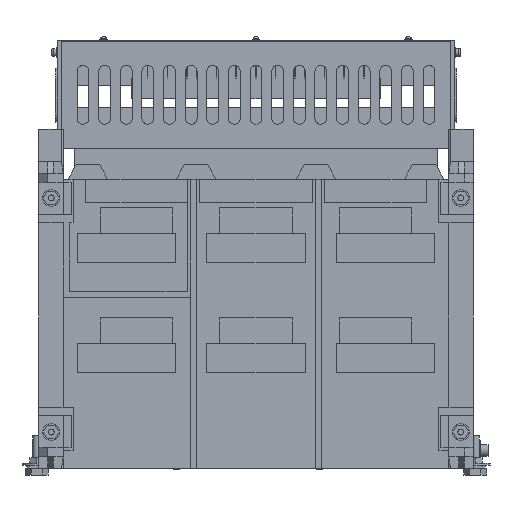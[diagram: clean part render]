
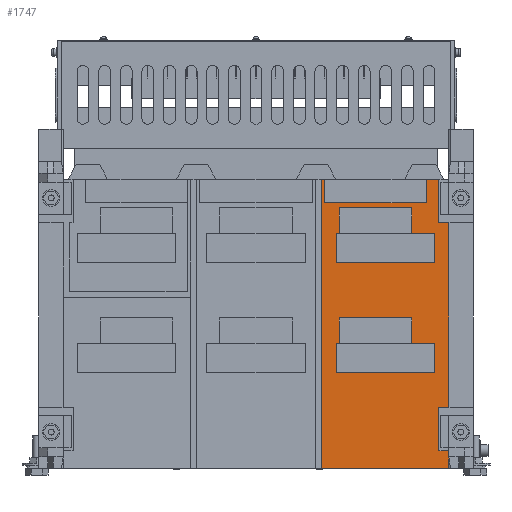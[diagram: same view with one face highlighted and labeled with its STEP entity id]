
A CAD part, front view. The second image highlights one B-rep face of the part: STEP entity #1747.
In plain terms, the highlighted planar face has unit normal (0, -1, 0).
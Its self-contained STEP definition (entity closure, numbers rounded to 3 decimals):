
#1747=ADVANCED_FACE('',(#22832,#22834,#22836),#22838,.T.);
#22832=FACE_BOUND('',#22833,.T.);
#22833=EDGE_LOOP('',(#40316,#40317,#40318,#40319,#40320,#40321,#40322,#40323,#40324,
#40325,#40326,#40327,#40328,#40329));
#22834=FACE_BOUND('',#22835,.T.);
#22835=EDGE_LOOP('',(#40330,#40331,#40332,#40333,#40334,#40335,#40336,#40337));
#22836=FACE_BOUND('',#22837,.T.);
#22837=EDGE_LOOP('',(#40338,#40339,#40340,#40341,#40342,#40343,#40344,#40345));
#22838=PLANE('',#22839);
#22839=AXIS2_PLACEMENT_3D('',#22840,#22841,#22842);
#22840=CARTESIAN_POINT('',(0.,-190.,0.));
#22841=DIRECTION('',(0.,-1.,0.));
#22842=DIRECTION('',(1.,0.,0.));
#40316=ORIENTED_EDGE('',*,*,#51637,.F.);
#40317=ORIENTED_EDGE('',*,*,#51638,.T.);
#40318=ORIENTED_EDGE('',*,*,#51639,.T.);
#40319=ORIENTED_EDGE('',*,*,#51640,.T.);
#40320=ORIENTED_EDGE('',*,*,#51641,.T.);
#40321=ORIENTED_EDGE('',*,*,#51642,.T.);
#40322=ORIENTED_EDGE('',*,*,#51643,.T.);
#40323=ORIENTED_EDGE('',*,*,#51233,.T.);
#40324=ORIENTED_EDGE('',*,*,#51625,.T.);
#40325=ORIENTED_EDGE('',*,*,#51644,.F.);
#40326=ORIENTED_EDGE('',*,*,#51645,.F.);
#40327=ORIENTED_EDGE('',*,*,#51646,.F.);
#40328=ORIENTED_EDGE('',*,*,#51634,.T.);
#40329=ORIENTED_EDGE('',*,*,#51647,.F.);
#40330=ORIENTED_EDGE('',*,*,#51648,.F.);
#40331=ORIENTED_EDGE('',*,*,#51649,.F.);
#40332=ORIENTED_EDGE('',*,*,#51650,.F.);
#40333=ORIENTED_EDGE('',*,*,#51651,.F.);
#40334=ORIENTED_EDGE('',*,*,#51652,.F.);
#40335=ORIENTED_EDGE('',*,*,#51653,.F.);
#40336=ORIENTED_EDGE('',*,*,#51654,.F.);
#40337=ORIENTED_EDGE('',*,*,#51655,.F.);
#40338=ORIENTED_EDGE('',*,*,#51656,.F.);
#40339=ORIENTED_EDGE('',*,*,#51657,.F.);
#40340=ORIENTED_EDGE('',*,*,#51658,.F.);
#40341=ORIENTED_EDGE('',*,*,#51659,.F.);
#40342=ORIENTED_EDGE('',*,*,#51660,.F.);
#40343=ORIENTED_EDGE('',*,*,#51661,.F.);
#40344=ORIENTED_EDGE('',*,*,#51662,.F.);
#40345=ORIENTED_EDGE('',*,*,#51663,.F.);
#51233=EDGE_CURVE('',#57230,#57228,#57231,.T.);
#51625=EDGE_CURVE('',#57228,#57936,#57938,.T.);
#51634=EDGE_CURVE('',#57955,#57953,#57956,.T.);
#51637=EDGE_CURVE('',#57960,#57961,#57962,.F.);
#51638=EDGE_CURVE('',#57960,#57963,#57964,.T.);
#51639=EDGE_CURVE('',#57963,#57965,#57966,.F.);
#51640=EDGE_CURVE('',#57965,#57967,#57968,.T.);
#51641=EDGE_CURVE('',#57967,#57969,#57970,.F.);
#51642=EDGE_CURVE('',#57969,#57971,#57972,.T.);
#51643=EDGE_CURVE('',#57971,#57230,#57973,.F.);
#51644=EDGE_CURVE('',#57974,#57936,#57975,.T.);
#51645=EDGE_CURVE('',#57976,#57974,#57977,.T.);
#51646=EDGE_CURVE('',#57955,#57976,#57978,.T.);
#51647=EDGE_CURVE('',#57961,#57953,#57979,.F.);
#51648=EDGE_CURVE('',#57980,#57981,#57982,.F.);
#51649=EDGE_CURVE('',#57983,#57980,#57984,.F.);
#51650=EDGE_CURVE('',#57985,#57983,#57986,.T.);
#51651=EDGE_CURVE('',#57987,#57985,#57988,.F.);
#51652=EDGE_CURVE('',#57989,#57987,#57990,.F.);
#51653=EDGE_CURVE('',#57991,#57989,#57992,.F.);
#51654=EDGE_CURVE('',#57993,#57991,#57994,.T.);
#51655=EDGE_CURVE('',#57981,#57993,#57995,.F.);
#51656=EDGE_CURVE('',#57996,#57997,#57998,.F.);
#51657=EDGE_CURVE('',#57999,#57996,#58000,.F.);
#51658=EDGE_CURVE('',#58001,#57999,#58002,.T.);
#51659=EDGE_CURVE('',#58003,#58001,#58004,.F.);
#51660=EDGE_CURVE('',#58005,#58003,#58006,.F.);
#51661=EDGE_CURVE('',#58007,#58005,#58008,.F.);
#51662=EDGE_CURVE('',#58009,#58007,#58010,.T.);
#51663=EDGE_CURVE('',#57997,#58009,#58011,.F.);
#57228=VERTEX_POINT('',#67378);
#57230=VERTEX_POINT('',#67382);
#57231=LINE('',#67383,#67384);
#57936=VERTEX_POINT('',#68972);
#57938=LINE('',#68976,#68977);
#57953=VERTEX_POINT('',#69007);
#57955=VERTEX_POINT('',#69011);
#57956=LINE('',#69012,#69013);
#57960=VERTEX_POINT('',#69022);
#57961=VERTEX_POINT('',#69023);
#57962=LINE('',#69024,#69025);
#57963=VERTEX_POINT('',#69027);
#57964=LINE('',#69028,#69029);
#57965=VERTEX_POINT('',#69031);
#57966=LINE('',#69032,#69033);
#57967=VERTEX_POINT('',#69035);
#57968=LINE('',#69036,#69037);
#57969=VERTEX_POINT('',#69039);
#57970=LINE('',#69040,#69041);
#57971=VERTEX_POINT('',#69043);
#57972=LINE('',#69044,#69045);
#57973=LINE('',#69047,#69048);
#57974=VERTEX_POINT('',#69050);
#57975=LINE('',#69051,#69052);
#57976=VERTEX_POINT('',#69054);
#57977=LINE('',#69055,#69056);
#57978=LINE('',#69058,#69059);
#57979=LINE('',#69061,#69062);
#57980=VERTEX_POINT('',#69064);
#57981=VERTEX_POINT('',#69065);
#57982=LINE('',#69066,#69067);
#57983=VERTEX_POINT('',#69069);
#57984=LINE('',#69070,#69071);
#57985=VERTEX_POINT('',#69073);
#57986=LINE('',#69074,#69075);
#57987=VERTEX_POINT('',#69077);
#57988=LINE('',#69078,#69079);
#57989=VERTEX_POINT('',#69081);
#57990=LINE('',#69082,#69083);
#57991=VERTEX_POINT('',#69085);
#57992=LINE('',#69086,#69087);
#57993=VERTEX_POINT('',#69089);
#57994=LINE('',#69090,#69091);
#57995=LINE('',#69093,#69094);
#57996=VERTEX_POINT('',#69096);
#57997=VERTEX_POINT('',#69097);
#57998=LINE('',#69098,#69099);
#57999=VERTEX_POINT('',#69101);
#58000=LINE('',#69102,#69103);
#58001=VERTEX_POINT('',#69105);
#58002=LINE('',#69106,#69107);
#58003=VERTEX_POINT('',#69109);
#58004=LINE('',#69110,#69111);
#58005=VERTEX_POINT('',#69113);
#58006=LINE('',#69114,#69115);
#58007=VERTEX_POINT('',#69117);
#58008=LINE('',#69118,#69119);
#58009=VERTEX_POINT('',#69121);
#58010=LINE('',#69122,#69123);
#58011=LINE('',#69125,#69126);
#67378=CARTESIAN_POINT('',(196.,-190.,-217.5));
#67382=CARTESIAN_POINT('',(66.5,-190.,-217.5));
#67383=CARTESIAN_POINT('',(66.5,-190.,-217.5));
#67384=VECTOR('',#67385,1.);
#67385=DIRECTION('',(1.,0.,0.));
#68972=CARTESIAN_POINT('',(196.,-190.,-199.5));
#68976=CARTESIAN_POINT('',(196.,-190.,-217.5));
#68977=VECTOR('',#68978,1.);
#68978=DIRECTION('',(0.,0.,1.));
#69007=CARTESIAN_POINT('',(196.,-190.,32.5));
#69011=CARTESIAN_POINT('',(196.,-190.,-155.5));
#69012=CARTESIAN_POINT('',(196.,-190.,-155.5));
#69013=VECTOR('',#69014,1.);
#69014=DIRECTION('',(0.,0.,1.));
#69022=CARTESIAN_POINT('',(186.,-190.,76.5));
#69023=CARTESIAN_POINT('',(186.,-190.,32.5));
#69024=CARTESIAN_POINT('',(186.,-190.,32.5));
#69025=VECTOR('',#69026,1.);
#69026=DIRECTION('',(0.,0.,1.));
#69027=CARTESIAN_POINT('',(173.,-190.,76.5));
#69028=CARTESIAN_POINT('',(186.,-190.,76.5));
#69029=VECTOR('',#69030,1.);
#69030=DIRECTION('',(-1.,0.,0.));
#69031=CARTESIAN_POINT('',(173.,-190.,52.5));
#69032=CARTESIAN_POINT('',(173.,-190.,52.5));
#69033=VECTOR('',#69034,1.);
#69034=DIRECTION('',(0.,0.,1.));
#69035=CARTESIAN_POINT('',(70.,-190.,52.5));
#69036=CARTESIAN_POINT('',(173.,-190.,52.5));
#69037=VECTOR('',#69038,1.);
#69038=DIRECTION('',(-1.,0.,0.));
#69039=CARTESIAN_POINT('',(70.,-190.,76.5));
#69040=CARTESIAN_POINT('',(70.,-190.,76.5));
#69041=VECTOR('',#69042,1.);
#69042=DIRECTION('',(0.,0.,-1.));
#69043=CARTESIAN_POINT('',(66.5,-190.,76.5));
#69044=CARTESIAN_POINT('',(70.,-190.,76.5));
#69045=VECTOR('',#69046,1.);
#69046=DIRECTION('',(-1.,0.,0.));
#69047=CARTESIAN_POINT('',(66.5,-190.,-217.5));
#69048=VECTOR('',#69049,1.);
#69049=DIRECTION('',(0.,0.,1.));
#69050=CARTESIAN_POINT('',(186.,-190.,-199.5));
#69051=CARTESIAN_POINT('',(186.,-190.,-199.5));
#69052=VECTOR('',#69053,1.);
#69053=DIRECTION('',(1.,0.,0.));
#69054=CARTESIAN_POINT('',(186.,-190.,-155.5));
#69055=CARTESIAN_POINT('',(186.,-190.,-155.5));
#69056=VECTOR('',#69057,1.);
#69057=DIRECTION('',(0.,0.,-1.));
#69058=CARTESIAN_POINT('',(196.,-190.,-155.5));
#69059=VECTOR('',#69060,1.);
#69060=DIRECTION('',(-1.,0.,0.));
#69061=CARTESIAN_POINT('',(196.,-190.,32.5));
#69062=VECTOR('',#69063,1.);
#69063=DIRECTION('',(-1.,0.,0.));
#69064=CARTESIAN_POINT('',(158.5,-190.,47.5));
#69065=CARTESIAN_POINT('',(84.5,-190.,47.5));
#69066=CARTESIAN_POINT('',(84.5,-190.,47.5));
#69067=VECTOR('',#69068,1.);
#69068=DIRECTION('',(1.,0.,0.));
#69069=CARTESIAN_POINT('',(158.5,-190.,21.5));
#69070=CARTESIAN_POINT('',(158.5,-190.,47.5));
#69071=VECTOR('',#69072,1.);
#69072=DIRECTION('',(0.,0.,-1.));
#69073=CARTESIAN_POINT('',(161.5,-190.,21.5));
#69074=CARTESIAN_POINT('',(161.5,-190.,21.5));
#69075=VECTOR('',#69076,1.);
#69076=DIRECTION('',(-1.,0.,0.));
#69077=CARTESIAN_POINT('',(161.5,-190.,-8.5));
#69078=CARTESIAN_POINT('',(161.5,-190.,21.5));
#69079=VECTOR('',#69080,1.);
#69080=DIRECTION('',(0.,0.,-1.));
#69081=CARTESIAN_POINT('',(81.5,-190.,-8.5));
#69082=CARTESIAN_POINT('',(161.5,-190.,-8.5));
#69083=VECTOR('',#69084,1.);
#69084=DIRECTION('',(-1.,0.,0.));
#69085=CARTESIAN_POINT('',(81.5,-190.,21.5));
#69086=CARTESIAN_POINT('',(81.5,-190.,-8.5));
#69087=VECTOR('',#69088,1.);
#69088=DIRECTION('',(0.,0.,1.));
#69089=CARTESIAN_POINT('',(84.5,-190.,21.5));
#69090=CARTESIAN_POINT('',(84.5,-190.,21.5));
#69091=VECTOR('',#69092,1.);
#69092=DIRECTION('',(-1.,0.,0.));
#69093=CARTESIAN_POINT('',(84.5,-190.,21.5));
#69094=VECTOR('',#69095,1.);
#69095=DIRECTION('',(0.,0.,1.));
#69096=CARTESIAN_POINT('',(158.5,-190.,-64.5));
#69097=CARTESIAN_POINT('',(84.5,-190.,-64.5));
#69098=CARTESIAN_POINT('',(84.5,-190.,-64.5));
#69099=VECTOR('',#69100,1.);
#69100=DIRECTION('',(1.,0.,0.));
#69101=CARTESIAN_POINT('',(158.5,-190.,-90.5));
#69102=CARTESIAN_POINT('',(158.5,-190.,-64.5));
#69103=VECTOR('',#69104,1.);
#69104=DIRECTION('',(0.,0.,-1.));
#69105=CARTESIAN_POINT('',(161.5,-190.,-90.5));
#69106=CARTESIAN_POINT('',(161.5,-190.,-90.5));
#69107=VECTOR('',#69108,1.);
#69108=DIRECTION('',(-1.,0.,0.));
#69109=CARTESIAN_POINT('',(161.5,-190.,-120.5));
#69110=CARTESIAN_POINT('',(161.5,-190.,-90.5));
#69111=VECTOR('',#69112,1.);
#69112=DIRECTION('',(0.,0.,-1.));
#69113=CARTESIAN_POINT('',(81.5,-190.,-120.5));
#69114=CARTESIAN_POINT('',(161.5,-190.,-120.5));
#69115=VECTOR('',#69116,1.);
#69116=DIRECTION('',(-1.,0.,0.));
#69117=CARTESIAN_POINT('',(81.5,-190.,-90.5));
#69118=CARTESIAN_POINT('',(81.5,-190.,-120.5));
#69119=VECTOR('',#69120,1.);
#69120=DIRECTION('',(0.,0.,1.));
#69121=CARTESIAN_POINT('',(84.5,-190.,-90.5));
#69122=CARTESIAN_POINT('',(84.5,-190.,-90.5));
#69123=VECTOR('',#69124,1.);
#69124=DIRECTION('',(-1.,0.,0.));
#69125=CARTESIAN_POINT('',(84.5,-190.,-90.5));
#69126=VECTOR('',#69127,1.);
#69127=DIRECTION('',(0.,0.,1.));
